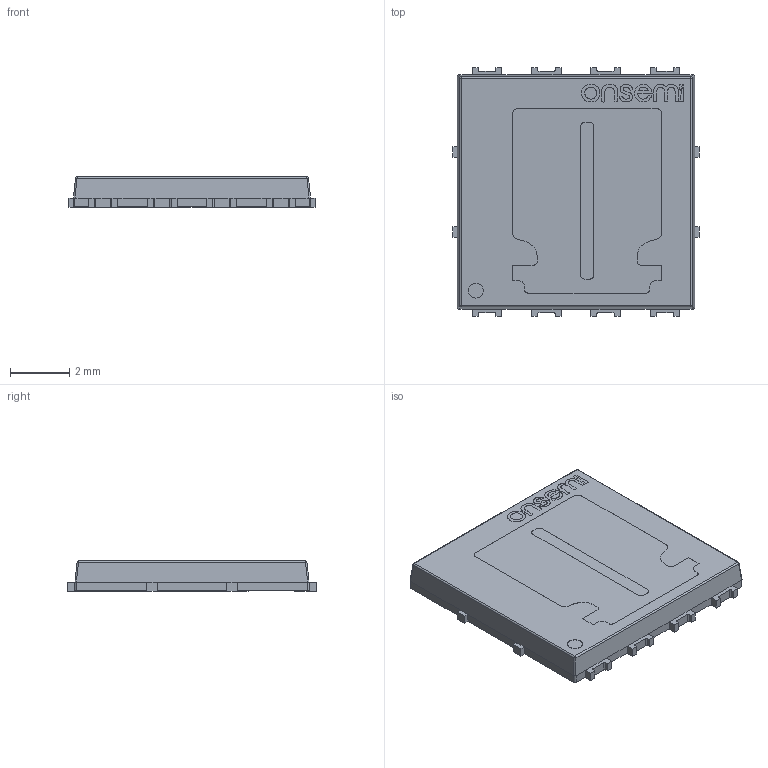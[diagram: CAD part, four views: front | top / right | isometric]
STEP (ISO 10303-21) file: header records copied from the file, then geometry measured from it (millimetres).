
FILE_DESCRIPTION (( 'STEP AP214' ), '1' );
FILE_NAME ('507AR.STEP', '2022-03-24T22:03:31', ( '' ), ( '' ), 'SwSTEP 2.0', 'SolidWorks 2020', '' );
FILE_SCHEMA (( 'AUTOMOTIVE_DESIGN' ));
Length unit declared in the file: millimetre
Products named in the file (6): Pins; Top tab; Onsemi Updated Logo; 0.5mm; Body; 507AR
Assembly tree (5 placements, depth 2):
  507AR
    Body
    Pins
    Top tab
    Onsemi Updated Logo
    0.5mm
Bounding box: 8.3 x 8.4 x 1.02 mm (x, y, z)
Volume: 63.6 mm3; surface area: 322.2 mm2
Topology: 15 solids, 15 shells, 504 faces, 1383 edges, 910 vertices
Faces by surface type: plane 304, cylinder 118, bspline 78, sphere 4
Entity records: 16639 total; most frequent: CARTESIAN_POINT 3831, ORIENTED_EDGE 2766, DIRECTION 2319, EDGE_CURVE 1383, LINE 995, VECTOR 995, VERTEX_POINT 910, AXIS2_PLACEMENT_3D 662
